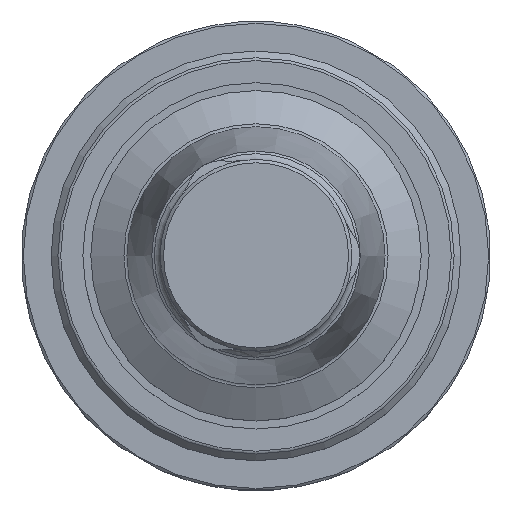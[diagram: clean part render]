
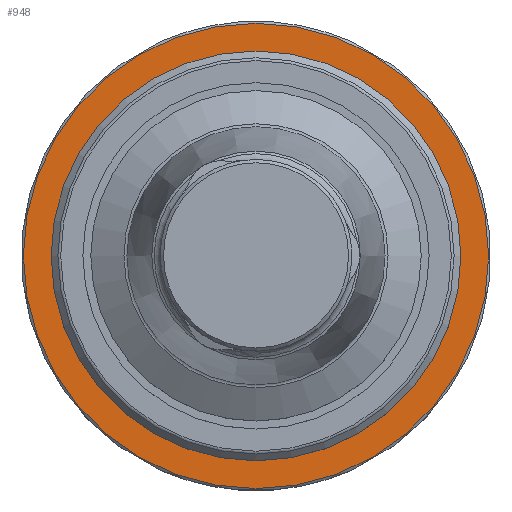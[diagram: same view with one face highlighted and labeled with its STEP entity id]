
A CAD part, top view. The second image highlights one B-rep face of the part: STEP entity #948.
In plain terms, the highlighted planar face has unit normal (0, 0, 1).
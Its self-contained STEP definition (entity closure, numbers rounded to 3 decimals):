
#390=ORIENTED_EDGE('',*,*,#531,.T.);
#391=ORIENTED_EDGE('',*,*,#486,.F.);
#486=EDGE_CURVE('',#593,#593,#662,.T.);
#531=EDGE_CURVE('',#622,#622,#677,.T.);
#593=VERTEX_POINT('',#1649);
#622=VERTEX_POINT('',#1788);
#662=CIRCLE('',#1040,35.2);
#677=CIRCLE('',#1072,30.65);
#757=EDGE_LOOP('',(#390));
#758=EDGE_LOOP('',(#391));
#853=FACE_BOUND('',#757,.T.);
#854=FACE_BOUND('',#758,.T.);
#892=PLANE('',#1071);
#948=ADVANCED_FACE('',(#853,#854),#892,.F.);
#1040=AXIS2_PLACEMENT_3D('',#1648,#1241,#1242);
#1071=AXIS2_PLACEMENT_3D('',#1786,#1317,#1318);
#1072=AXIS2_PLACEMENT_3D('',#1787,#1319,#1320);
#1241=DIRECTION('',(0.,0.,-1.));
#1242=DIRECTION('',(-1.,0.,0.));
#1317=DIRECTION('',(0.,0.,-1.));
#1318=DIRECTION('',(-1.,0.,0.));
#1319=DIRECTION('',(0.,0.,-1.));
#1320=DIRECTION('',(-1.,0.,0.));
#1648=CARTESIAN_POINT('',(0.,0.,-1.));
#1649=CARTESIAN_POINT('',(-35.2,0.,-1.));
#1786=CARTESIAN_POINT('',(-30.65,0.,-1.));
#1787=CARTESIAN_POINT('',(0.,0.,-1.));
#1788=CARTESIAN_POINT('',(-30.65,0.,-1.));
